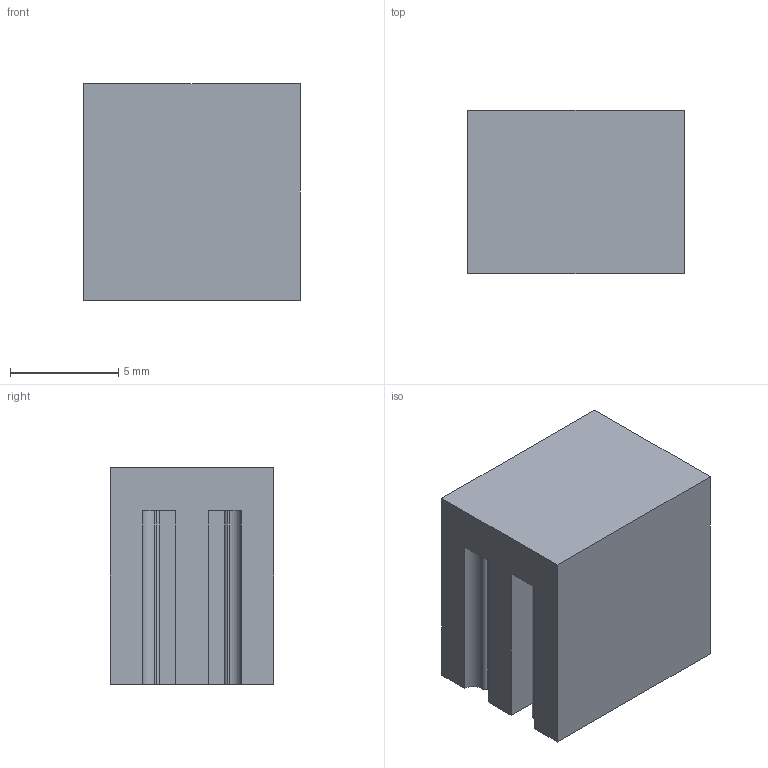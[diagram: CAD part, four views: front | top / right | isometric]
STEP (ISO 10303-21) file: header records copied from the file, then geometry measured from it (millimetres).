
FILE_DESCRIPTION(/* description */ (''),/* implementation_level */ '2;1');
FILE_NAME(/* name */ '',/* time_stamp */ '2026-02-12T17:50:51+03:00',/* author */ ('katya_notebook'),/* organization */ (''),/* preprocessor_version */ 'ST-DEVELOPER v20',/* originating_system */ 'Autodesk Inventor 2024',/* authorisation */ '');
FILE_SCHEMA (('AUTOMOTIVE_DESIGN { 1 0 10303 214 3 1 1 }'));
Length unit declared in the file: millimetre
Products named in the file (1): деталь будет 
крепить ремень
Bounding box: 9.98 x 7.54 x 10 mm (x, y, z)
Volume: 609.3 mm3; surface area: 814.7 mm2
Topology: 1 solids, 1 shells, 68 faces, 198 edges, 132 vertices
Faces by surface type: plane 36, cylinder 32
Entity records: 2309 total; most frequent: DIRECTION 400, CARTESIAN_POINT 399, ORIENTED_EDGE 396, EDGE_CURVE 198, LINE 134, VECTOR 134, AXIS2_PLACEMENT_3D 133, VERTEX_POINT 132
